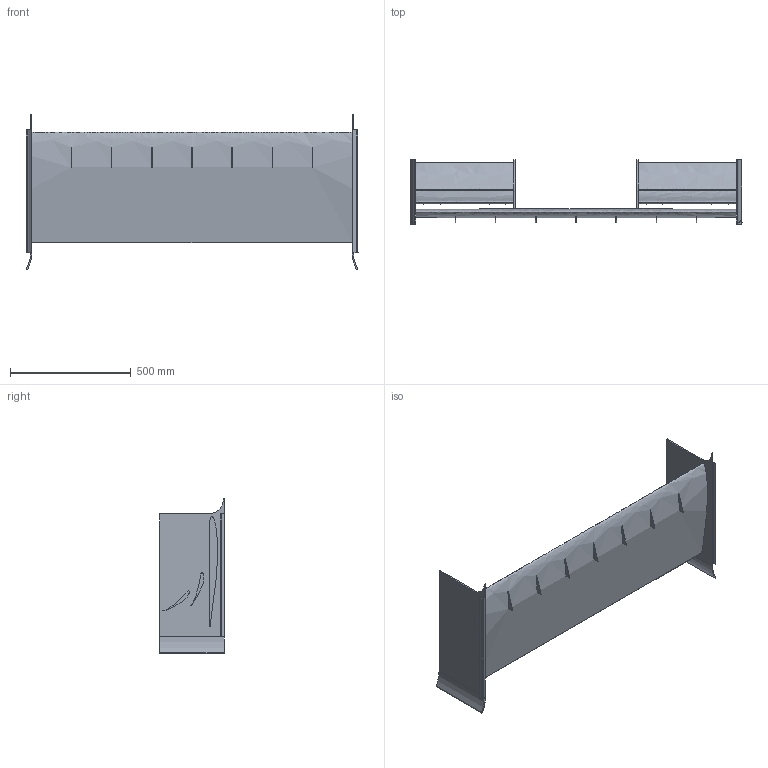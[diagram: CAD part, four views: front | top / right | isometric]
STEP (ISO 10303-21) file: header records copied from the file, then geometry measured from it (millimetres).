
FILE_DESCRIPTION (( 'STEP AP214' ), '1' );
FILE_NAME ('NFR_25_FrontWing_V2 (drew).STEP', '2024-10-29T02:26:57', ( '' ), ( '' ), 'SwSTEP 2.0', 'SolidWorks 2024', '' );
FILE_SCHEMA (( 'AUTOMOTIVE_DESIGN' ));
Length unit declared in the file: inch
Products named in the file (1): NFR_25_FrontWing_V2 (drew)
Bounding box: 1374.19 x 267.5 x 643.29 mm (x, y, z)
Volume: 17217126 mm3; surface area: 2556442.3 mm2
Topology: 1 solids, 1 shells, 86 faces, 215 edges, 142 vertices
Faces by surface type: plane 55, cylinder 16, bspline 15
Entity records: 4352 total; most frequent: CARTESIAN_POINT 2369, ORIENTED_EDGE 430, DIRECTION 335, EDGE_CURVE 215, VERTEX_POINT 142, LINE 131, VECTOR 131, EDGE_LOOP 105
